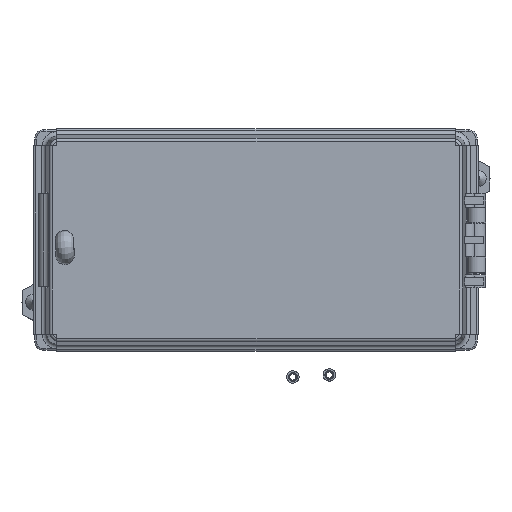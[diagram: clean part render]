
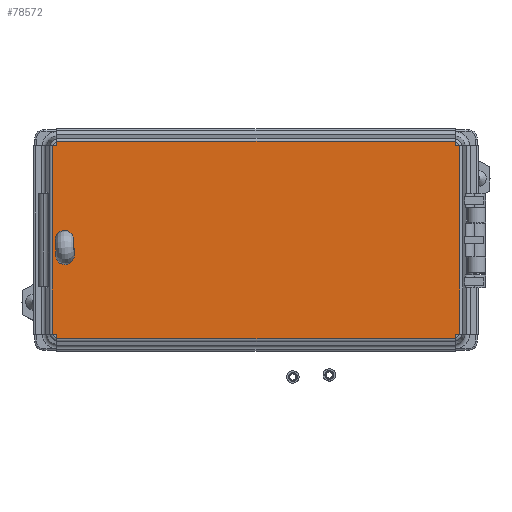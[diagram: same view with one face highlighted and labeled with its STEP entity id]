
A CAD part, top view. The second image highlights one B-rep face of the part: STEP entity #78572.
In plain terms, the highlighted planar face has unit normal (0, 0, 1).
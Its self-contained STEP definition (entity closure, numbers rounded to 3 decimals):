
#4504=FACE_BOUND('',#15436,.T.);
#6297=PLANE('',#84274);
#10671=FACE_OUTER_BOUND('',#15435,.T.);
#15435=EDGE_LOOP('',(#71975,#71976,#71977,#71978,#71979,#71980,#71981,#71982,
#71983,#71984,#71985,#71986));
#15436=EDGE_LOOP('',(#71987,#71988,#71989,#71990));
#21927=LINE('',#139470,#28720);
#21933=LINE('',#139482,#28726);
#21941=LINE('',#139496,#28734);
#22116=LINE('',#140000,#28909);
#22117=LINE('',#140003,#28910);
#22121=LINE('',#140025,#28914);
#22122=LINE('',#140027,#28915);
#22123=LINE('',#140029,#28916);
#22124=LINE('',#140031,#28917);
#22125=LINE('',#140033,#28918);
#22126=LINE('',#140035,#28919);
#22127=LINE('',#140037,#28920);
#22128=LINE('',#140039,#28921);
#22129=LINE('',#140041,#28922);
#22130=LINE('',#140042,#28923);
#28720=VECTOR('',#100681,5.057);
#28726=VECTOR('',#100689,2.55);
#28734=VECTOR('',#100705,5.057);
#28909=VECTOR('',#101162,129.);
#28910=VECTOR('',#101165,1.482);
#28914=VECTOR('',#101171,1.482);
#28915=VECTOR('',#101172,1.482);
#28916=VECTOR('',#101173,61.);
#28917=VECTOR('',#101174,1.482);
#28918=VECTOR('',#101175,1.482);
#28919=VECTOR('',#101176,129.);
#28920=VECTOR('',#101177,1.482);
#28921=VECTOR('',#101178,1.482);
#28922=VECTOR('',#101179,61.);
#28923=VECTOR('',#101180,1.482);
#31319=CIRCLE('',#84123,3.025);
#38409=VERTEX_POINT('',#139454);
#38410=VERTEX_POINT('',#139456);
#38415=VERTEX_POINT('',#139468);
#38420=VERTEX_POINT('',#139480);
#38587=VERTEX_POINT('',#139993);
#38590=VERTEX_POINT('',#139998);
#38591=VERTEX_POINT('',#140002);
#38595=VERTEX_POINT('',#140024);
#38596=VERTEX_POINT('',#140026);
#38597=VERTEX_POINT('',#140028);
#38598=VERTEX_POINT('',#140030);
#38599=VERTEX_POINT('',#140032);
#38600=VERTEX_POINT('',#140034);
#38601=VERTEX_POINT('',#140036);
#38602=VERTEX_POINT('',#140038);
#38603=VERTEX_POINT('',#140040);
#49539=EDGE_CURVE('',#38410,#38409,#31319,.T.);
#49546=EDGE_CURVE('',#38409,#38415,#21927,.T.);
#49552=EDGE_CURVE('',#38415,#38420,#21933,.T.);
#49560=EDGE_CURVE('',#38420,#38410,#21941,.T.);
#49802=EDGE_CURVE('',#38590,#38587,#22116,.T.);
#49803=EDGE_CURVE('',#38591,#38587,#22117,.T.);
#49809=EDGE_CURVE('',#38590,#38595,#22121,.T.);
#49810=EDGE_CURVE('',#38595,#38596,#22122,.T.);
#49811=EDGE_CURVE('',#38597,#38596,#22123,.T.);
#49812=EDGE_CURVE('',#38597,#38598,#22124,.T.);
#49813=EDGE_CURVE('',#38598,#38599,#22125,.T.);
#49814=EDGE_CURVE('',#38600,#38599,#22126,.T.);
#49815=EDGE_CURVE('',#38600,#38601,#22127,.T.);
#49816=EDGE_CURVE('',#38601,#38602,#22128,.T.);
#49817=EDGE_CURVE('',#38603,#38602,#22129,.T.);
#49818=EDGE_CURVE('',#38603,#38591,#22130,.T.);
#71975=ORIENTED_EDGE('',*,*,#49802,.F.);
#71976=ORIENTED_EDGE('',*,*,#49809,.T.);
#71977=ORIENTED_EDGE('',*,*,#49810,.T.);
#71978=ORIENTED_EDGE('',*,*,#49811,.F.);
#71979=ORIENTED_EDGE('',*,*,#49812,.T.);
#71980=ORIENTED_EDGE('',*,*,#49813,.T.);
#71981=ORIENTED_EDGE('',*,*,#49814,.F.);
#71982=ORIENTED_EDGE('',*,*,#49815,.T.);
#71983=ORIENTED_EDGE('',*,*,#49816,.T.);
#71984=ORIENTED_EDGE('',*,*,#49817,.F.);
#71985=ORIENTED_EDGE('',*,*,#49818,.T.);
#71986=ORIENTED_EDGE('',*,*,#49803,.T.);
#71987=ORIENTED_EDGE('',*,*,#49539,.T.);
#71988=ORIENTED_EDGE('',*,*,#49546,.T.);
#71989=ORIENTED_EDGE('',*,*,#49552,.T.);
#71990=ORIENTED_EDGE('',*,*,#49560,.T.);
#78572=ADVANCED_FACE('',(#10671,#4504),#6297,.T.);
#84123=AXIS2_PLACEMENT_3D('',#139457,#100669,#100670);
#84274=AXIS2_PLACEMENT_3D('',#140023,#101169,#101170);
#100669=DIRECTION('center_axis',(0.,0.,-1.));
#100670=DIRECTION('ref_axis',(1.,0.,0.));
#100681=DIRECTION('',(0.,-1.,0.));
#100689=DIRECTION('',(-1.,0.,0.));
#100705=DIRECTION('',(0.,1.,0.));
#101162=DIRECTION('',(-1.,0.,0.));
#101165=DIRECTION('',(0.,-1.,0.));
#101169=DIRECTION('center_axis',(0.,0.,1.));
#101170=DIRECTION('ref_axis',(1.,0.,0.));
#101171=DIRECTION('',(0.,1.,0.));
#101172=DIRECTION('',(1.,0.,0.));
#101173=DIRECTION('',(0.,-1.,0.));
#101174=DIRECTION('',(-1.,0.,0.));
#101175=DIRECTION('',(0.,1.,0.));
#101176=DIRECTION('',(1.,0.,0.));
#101177=DIRECTION('',(0.,-1.,0.));
#101178=DIRECTION('',(-1.,0.,0.));
#101179=DIRECTION('',(0.,1.,0.));
#101180=DIRECTION('',(1.,0.,0.));
#139454=CARTESIAN_POINT('',(-60.725,-2.743,10.5));
#139456=CARTESIAN_POINT('',(-63.275,-2.743,10.5));
#139457=CARTESIAN_POINT('Origin',(-62.,0.,10.5));
#139468=CARTESIAN_POINT('',(-60.725,-7.8,10.5));
#139470=CARTESIAN_POINT('',(-60.725,-2.743,10.5));
#139480=CARTESIAN_POINT('',(-63.275,-7.8,10.5));
#139482=CARTESIAN_POINT('',(-60.725,-7.8,10.5));
#139496=CARTESIAN_POINT('',(-63.275,-7.8,10.5));
#139993=CARTESIAN_POINT('',(-64.5,-31.982,10.5));
#139998=CARTESIAN_POINT('',(64.5,-31.982,10.5));
#140000=CARTESIAN_POINT('',(64.5,-31.982,10.5));
#140002=CARTESIAN_POINT('',(-64.5,-30.5,10.5));
#140003=CARTESIAN_POINT('',(-64.5,-30.5,10.5));
#140023=CARTESIAN_POINT('Origin',(0.,0.,10.5));
#140024=CARTESIAN_POINT('',(64.5,-30.5,10.5));
#140025=CARTESIAN_POINT('',(64.5,-31.982,10.5));
#140026=CARTESIAN_POINT('',(65.982,-30.5,10.5));
#140027=CARTESIAN_POINT('',(64.5,-30.5,10.5));
#140028=CARTESIAN_POINT('',(65.982,30.5,10.5));
#140029=CARTESIAN_POINT('',(65.982,30.5,10.5));
#140030=CARTESIAN_POINT('',(64.5,30.5,10.5));
#140031=CARTESIAN_POINT('',(65.982,30.5,10.5));
#140032=CARTESIAN_POINT('',(64.5,31.982,10.5));
#140033=CARTESIAN_POINT('',(64.5,30.5,10.5));
#140034=CARTESIAN_POINT('',(-64.5,31.982,10.5));
#140035=CARTESIAN_POINT('',(-64.5,31.982,10.5));
#140036=CARTESIAN_POINT('',(-64.5,30.5,10.5));
#140037=CARTESIAN_POINT('',(-64.5,31.982,10.5));
#140038=CARTESIAN_POINT('',(-65.982,30.5,10.5));
#140039=CARTESIAN_POINT('',(-64.5,30.5,10.5));
#140040=CARTESIAN_POINT('',(-65.982,-30.5,10.5));
#140041=CARTESIAN_POINT('',(-65.982,-30.5,10.5));
#140042=CARTESIAN_POINT('',(-65.982,-30.5,10.5));
